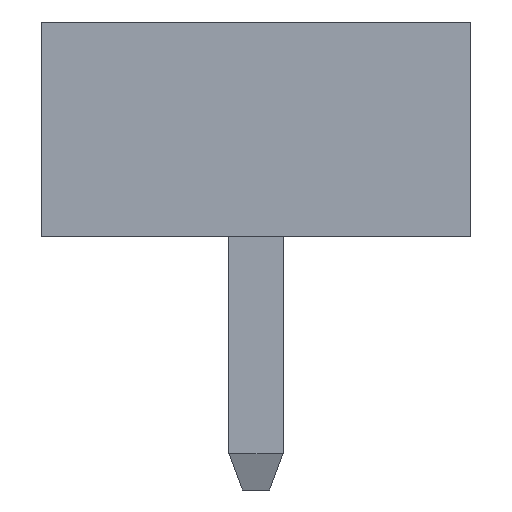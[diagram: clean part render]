
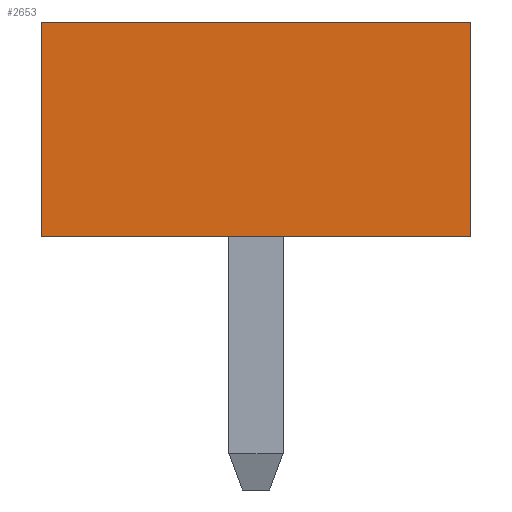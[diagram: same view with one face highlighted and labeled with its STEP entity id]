
A CAD part, left-side view. The second image highlights one B-rep face of the part: STEP entity #2653.
In plain terms, the highlighted planar face has unit normal (-1, 0, 0).
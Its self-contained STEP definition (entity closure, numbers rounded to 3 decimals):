
#177=FACE_OUTER_BOUND('',#343,.T.);
#343=EDGE_LOOP('',(#2194,#2195,#2196,#2197));
#668=LINE('',#4106,#1000);
#672=LINE('',#4115,#1004);
#674=LINE('',#4118,#1006);
#676=LINE('',#4121,#1008);
#1000=VECTOR('',#3422,1.);
#1004=VECTOR('',#3428,1.);
#1006=VECTOR('',#3432,1.);
#1008=VECTOR('',#3436,1.);
#1204=VERTEX_POINT('',#4103);
#1205=VERTEX_POINT('',#4105);
#1208=VERTEX_POINT('',#4112);
#1209=VERTEX_POINT('',#4114);
#1532=EDGE_CURVE('',#1204,#1205,#668,.T.);
#1536=EDGE_CURVE('',#1208,#1209,#672,.T.);
#1538=EDGE_CURVE('',#1205,#1208,#674,.T.);
#1540=EDGE_CURVE('',#1204,#1209,#676,.T.);
#2194=ORIENTED_EDGE('',*,*,#1540,.T.);
#2195=ORIENTED_EDGE('',*,*,#1536,.F.);
#2196=ORIENTED_EDGE('',*,*,#1538,.F.);
#2197=ORIENTED_EDGE('',*,*,#1532,.F.);
#2353=PLANE('',#2805);
#2653=ADVANCED_FACE('',(#177),#2353,.F.);
#2805=AXIS2_PLACEMENT_3D('',#4120,#3434,#3435);
#3422=DIRECTION('',(0.,-1.,0.));
#3428=DIRECTION('',(0.,1.,0.));
#3432=DIRECTION('',(0.,0.,-1.));
#3434=DIRECTION('center_axis',(1.,0.,0.));
#3435=DIRECTION('ref_axis',(0.,0.,-1.));
#3436=DIRECTION('',(0.,0.,-1.));
#4103=CARTESIAN_POINT('',(-1.27,2.54,2.54));
#4105=CARTESIAN_POINT('',(-1.27,-2.54,2.54));
#4106=CARTESIAN_POINT('',(-1.27,0.,2.54));
#4112=CARTESIAN_POINT('',(-1.27,-2.54,0.));
#4114=CARTESIAN_POINT('',(-1.27,2.54,0.));
#4115=CARTESIAN_POINT('',(-1.27,0.,0.));
#4118=CARTESIAN_POINT('',(-1.27,-2.54,1.27));
#4120=CARTESIAN_POINT('Origin',(-1.27,0.,1.27));
#4121=CARTESIAN_POINT('',(-1.27,2.54,1.27));
